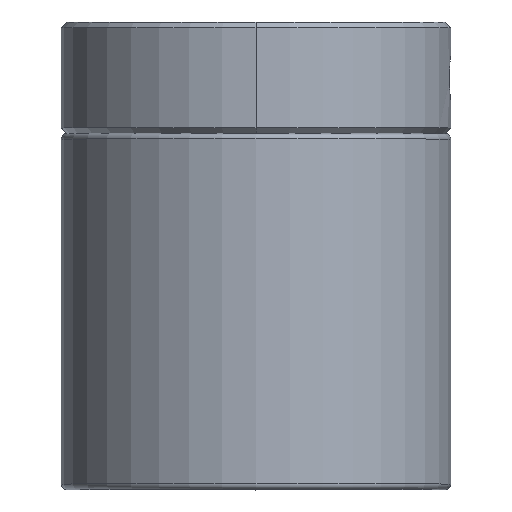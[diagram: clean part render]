
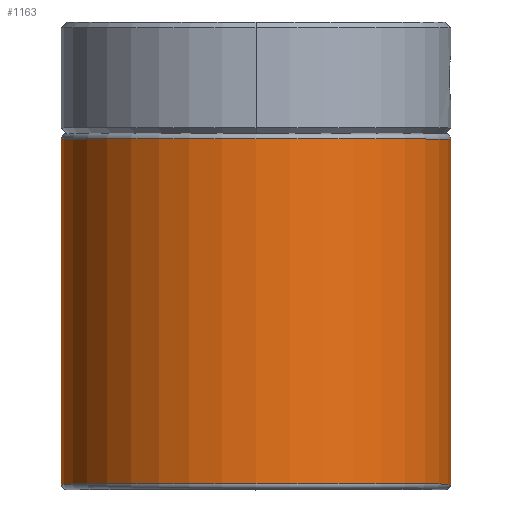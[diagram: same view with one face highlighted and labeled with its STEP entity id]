
A CAD part, top view. The second image highlights one B-rep face of the part: STEP entity #1163.
In plain terms, the highlighted cylindrical face has radius 17.5 mm (diameter 35 mm), a partial arc.
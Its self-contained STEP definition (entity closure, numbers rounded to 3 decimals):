
#9 = ORIENTED_EDGE ( 'NONE', *, *, #912, .F. ) ;
#14 = EDGE_CURVE ( 'NONE', #503, #1568, #845, .T. ) ;
#48 = VECTOR ( 'NONE', #874, 1000. ) ;
#58 = EDGE_CURVE ( 'NONE', #1472, #881, #350, .T. ) ;
#69 = AXIS2_PLACEMENT_3D ( 'NONE', #1539, #1406, #308 ) ;
#308 = DIRECTION ( 'NONE',  ( 1., 0., 0. ) ) ;
#344 = EDGE_CURVE ( 'NONE', #1568, #1472, #963, .T. ) ;
#350 = CIRCLE ( 'NONE', #1251, 17.5 ) ;
#386 = CARTESIAN_POINT ( 'NONE',  ( -17.5, 0., 0.5 ) ) ;
#390 = CYLINDRICAL_SURFACE ( 'NONE', #544, 17.5 ) ;
#503 = VERTEX_POINT ( 'NONE', #1057 ) ;
#526 = CARTESIAN_POINT ( 'NONE',  ( 0., 0., 32. ) ) ;
#544 = AXIS2_PLACEMENT_3D ( 'NONE', #526, #787, #1495 ) ;
#599 = DIRECTION ( 'NONE',  ( 0., 0., -1. ) ) ;
#611 = CARTESIAN_POINT ( 'NONE',  ( 17.5, 0., 32. ) ) ;
#629 = ORIENTED_EDGE ( 'NONE', *, *, #14, .T. ) ;
#768 = CARTESIAN_POINT ( 'NONE',  ( 17.5, 0., 31.5 ) ) ;
#787 = DIRECTION ( 'NONE',  ( 0., 0., -1. ) ) ;
#845 = CIRCLE ( 'NONE', #69, 17.5 ) ;
#856 = VECTOR ( 'NONE', #599, 1000. ) ;
#874 = DIRECTION ( 'NONE',  ( 0., 0., -1. ) ) ;
#881 = VERTEX_POINT ( 'NONE', #386 ) ;
#911 = FACE_OUTER_BOUND ( 'NONE', #1113, .T. ) ;
#912 = EDGE_CURVE ( 'NONE', #503, #881, #1260, .T. ) ;
#944 = DIRECTION ( 'NONE',  ( 1., 0., 0. ) ) ;
#963 = LINE ( 'NONE', #611, #856 ) ;
#1057 = CARTESIAN_POINT ( 'NONE',  ( -17.5, 0., 31.5 ) ) ;
#1091 = CARTESIAN_POINT ( 'NONE',  ( 17.5, 0., 0.5 ) ) ;
#1108 = ORIENTED_EDGE ( 'NONE', *, *, #58, .T. ) ;
#1113 = EDGE_LOOP ( 'NONE', ( #629, #1530, #1108, #9 ) ) ;
#1163 = ADVANCED_FACE ( 'NONE', ( #911 ), #390, .T. ) ;
#1251 = AXIS2_PLACEMENT_3D ( 'NONE', #1282, #1299, #944 ) ;
#1260 = LINE ( 'NONE', #1359, #48 ) ;
#1282 = CARTESIAN_POINT ( 'NONE',  ( 0., 0., 0.5 ) ) ;
#1299 = DIRECTION ( 'NONE',  ( 0., 0., 1. ) ) ;
#1359 = CARTESIAN_POINT ( 'NONE',  ( -17.5, 0., 32. ) ) ;
#1406 = DIRECTION ( 'NONE',  ( 0., 0., -1. ) ) ;
#1472 = VERTEX_POINT ( 'NONE', #1091 ) ;
#1495 = DIRECTION ( 'NONE',  ( -1., 0., 0. ) ) ;
#1530 = ORIENTED_EDGE ( 'NONE', *, *, #344, .T. ) ;
#1539 = CARTESIAN_POINT ( 'NONE',  ( 0., 0., 31.5 ) ) ;
#1568 = VERTEX_POINT ( 'NONE', #768 ) ;
